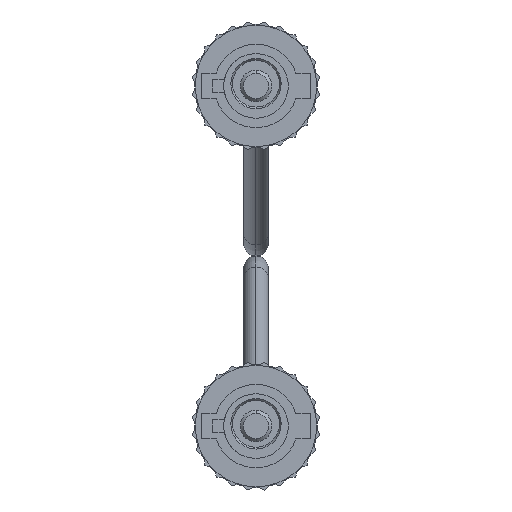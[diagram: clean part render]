
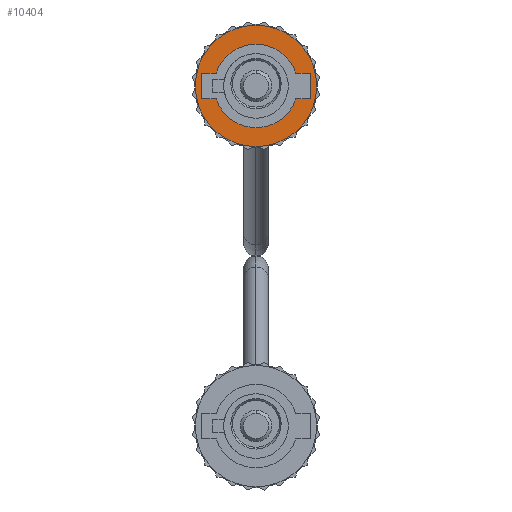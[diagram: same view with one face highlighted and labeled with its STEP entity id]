
A CAD part, left-side view. The second image highlights one B-rep face of the part: STEP entity #10404.
In plain terms, the highlighted face is planar.
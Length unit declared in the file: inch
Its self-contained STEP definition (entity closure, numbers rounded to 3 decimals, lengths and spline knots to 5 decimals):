
#144 = EDGE_CURVE ( 'NONE', #7720, #8618, #6276, .T. ) ;
#146 = CIRCLE ( 'NONE', #8872, 0.1925 ) ;
#366 = LINE ( 'NONE', #12100, #1132 ) ;
#485 = ORIENTED_EDGE ( 'NONE', *, *, #8469, .T. ) ;
#550 = CARTESIAN_POINT ( 'NONE',  ( 0.1725, 0.45, 0.041 ) ) ;
#555 = VERTEX_POINT ( 'NONE', #3130 ) ;
#602 = DIRECTION ( 'NONE',  ( 0., 0., 1. ) ) ;
#807 = VECTOR ( 'NONE', #6115, 39.37008 ) ;
#1132 = VECTOR ( 'NONE', #602, 39.37008 ) ;
#1189 = VERTEX_POINT ( 'NONE', #11009 ) ;
#1455 = VECTOR ( 'NONE', #11064, 39.37008 ) ;
#1525 = ORIENTED_EDGE ( 'NONE', *, *, #2170, .F. ) ;
#1570 = DIRECTION ( 'NONE',  ( 0., 0., 1. ) ) ;
#1913 = ORIENTED_EDGE ( 'NONE', *, *, #3340, .F. ) ;
#2170 = EDGE_CURVE ( 'NONE', #8698, #5563, #2529, .T. ) ;
#2442 = DIRECTION ( 'NONE',  ( 0., 0., 1. ) ) ;
#2529 = LINE ( 'NONE', #12248, #7084 ) ;
#2547 = EDGE_CURVE ( 'NONE', #4731, #555, #12288, .T. ) ;
#2575 = DIRECTION ( 'NONE',  ( -1., 0., 0. ) ) ;
#2682 = ORIENTED_EDGE ( 'NONE', *, *, #7528, .F. ) ;
#2683 = EDGE_LOOP ( 'NONE', ( #4145, #485 ) ) ;
#2833 = CARTESIAN_POINT ( 'NONE',  ( 0.1725, 0.45, -0.041 ) ) ;
#3130 = CARTESIAN_POINT ( 'NONE',  ( -0.1725, 0.45, -0.041 ) ) ;
#3143 = DIRECTION ( 'NONE',  ( 0., 1., 0. ) ) ;
#3323 = LINE ( 'NONE', #7201, #1455 ) ;
#3340 = EDGE_CURVE ( 'NONE', #7780, #7713, #6157, .T. ) ;
#3411 = VECTOR ( 'NONE', #2575, 39.37008 ) ;
#3558 = DIRECTION ( 'NONE',  ( 1., 0., 0. ) ) ;
#3616 = EDGE_CURVE ( 'NONE', #5563, #7780, #8379, .T. ) ;
#3644 = DIRECTION ( 'NONE',  ( 0., 1., 0. ) ) ;
#3833 = VERTEX_POINT ( 'NONE', #550 ) ;
#4145 = ORIENTED_EDGE ( 'NONE', *, *, #5937, .T. ) ;
#4436 = EDGE_CURVE ( 'NONE', #7713, #3833, #10912, .T. ) ;
#4468 = ORIENTED_EDGE ( 'NONE', *, *, #144, .F. ) ;
#4585 = AXIS2_PLACEMENT_3D ( 'NONE', #9140, #10274, #1570 ) ;
#4731 = VERTEX_POINT ( 'NONE', #7665 ) ;
#5192 = CARTESIAN_POINT ( 'NONE',  ( 0., 0.45, 0.1325 ) ) ;
#5337 = VECTOR ( 'NONE', #9418, 39.37008 ) ;
#5365 = AXIS2_PLACEMENT_3D ( 'NONE', #12344, #3644, #7509 ) ;
#5563 = VERTEX_POINT ( 'NONE', #6228 ) ;
#5758 = EDGE_LOOP ( 'NONE', ( #7928, #9108, #1913, #6713, #1525, #7985, #11391, #2682, #4468 ) ) ;
#5831 = EDGE_CURVE ( 'NONE', #3833, #7720, #3323, .T. ) ;
#5937 = EDGE_CURVE ( 'NONE', #1189, #12337, #11849, .T. ) ;
#6022 = CIRCLE ( 'NONE', #4585, 0.1325 ) ;
#6046 = CARTESIAN_POINT ( 'NONE',  ( 0.1725, 0.45, 0.041 ) ) ;
#6115 = DIRECTION ( 'NONE',  ( 1., 0., 0. ) ) ;
#6153 = CARTESIAN_POINT ( 'NONE',  ( 0., 0.45, 0.1925 ) ) ;
#6157 = CIRCLE ( 'NONE', #10400, 0.1325 ) ;
#6165 = AXIS2_PLACEMENT_3D ( 'NONE', #7927, #11807, #8823 ) ;
#6219 = DIRECTION ( 'NONE',  ( 0., 1., 0. ) ) ;
#6228 = CARTESIAN_POINT ( 'NONE',  ( -0.126, 0.45, 0.041 ) ) ;
#6276 = LINE ( 'NONE', #6523, #3411 ) ;
#6321 = CARTESIAN_POINT ( 'NONE',  ( 0.126, 0.45, -0.041 ) ) ;
#6523 = CARTESIAN_POINT ( 'NONE',  ( 0.1725, 0.45, -0.041 ) ) ;
#6543 = DIRECTION ( 'NONE',  ( 0., 0., 1. ) ) ;
#6713 = ORIENTED_EDGE ( 'NONE', *, *, #3616, .F. ) ;
#6717 = CARTESIAN_POINT ( 'NONE',  ( 0.126, 0.45, 0.041 ) ) ;
#7084 = VECTOR ( 'NONE', #3558, 39.37008 ) ;
#7201 = CARTESIAN_POINT ( 'NONE',  ( 0.1725, 0.45, -0.041 ) ) ;
#7486 = CARTESIAN_POINT ( 'NONE',  ( 0., 0.45, 0. ) ) ;
#7509 = DIRECTION ( 'NONE',  ( 0., 0., 1. ) ) ;
#7528 = EDGE_CURVE ( 'NONE', #8618, #4731, #6022, .T. ) ;
#7665 = CARTESIAN_POINT ( 'NONE',  ( -0.126, 0.45, -0.041 ) ) ;
#7713 = VERTEX_POINT ( 'NONE', #6717 ) ;
#7720 = VERTEX_POINT ( 'NONE', #2833 ) ;
#7780 = VERTEX_POINT ( 'NONE', #5192 ) ;
#7812 = AXIS2_PLACEMENT_3D ( 'NONE', #12045, #6219, #2442 ) ;
#7927 = CARTESIAN_POINT ( 'NONE',  ( 0., 0.45, 0. ) ) ;
#7928 = ORIENTED_EDGE ( 'NONE', *, *, #5831, .F. ) ;
#7985 = ORIENTED_EDGE ( 'NONE', *, *, #10699, .F. ) ;
#8111 = FACE_BOUND ( 'NONE', #5758, .T. ) ;
#8238 = PLANE ( 'NONE',  #7812 ) ;
#8379 = CIRCLE ( 'NONE', #6165, 0.1325 ) ;
#8469 = EDGE_CURVE ( 'NONE', #12337, #1189, #146, .T. ) ;
#8618 = VERTEX_POINT ( 'NONE', #6321 ) ;
#8698 = VERTEX_POINT ( 'NONE', #12218 ) ;
#8823 = DIRECTION ( 'NONE',  ( 0., 0., 1. ) ) ;
#8872 = AXIS2_PLACEMENT_3D ( 'NONE', #9805, #3143, #11006 ) ;
#9108 = ORIENTED_EDGE ( 'NONE', *, *, #4436, .F. ) ;
#9140 = CARTESIAN_POINT ( 'NONE',  ( 0., 0.45, 0. ) ) ;
#9418 = DIRECTION ( 'NONE',  ( -1., 0., 0. ) ) ;
#9805 = CARTESIAN_POINT ( 'NONE',  ( 0., 0.45, 0. ) ) ;
#10274 = DIRECTION ( 'NONE',  ( 0., 1., 0. ) ) ;
#10400 = AXIS2_PLACEMENT_3D ( 'NONE', #7486, #11411, #6543 ) ;
#10404 = ADVANCED_FACE ( 'NONE', ( #8111, #12107 ), #8238, .T. ) ;
#10699 = EDGE_CURVE ( 'NONE', #555, #8698, #366, .T. ) ;
#10912 = LINE ( 'NONE', #6046, #807 ) ;
#11006 = DIRECTION ( 'NONE',  ( 0., 0., 1. ) ) ;
#11009 = CARTESIAN_POINT ( 'NONE',  ( 0., 0.45, -0.1925 ) ) ;
#11064 = DIRECTION ( 'NONE',  ( 0., 0., -1. ) ) ;
#11391 = ORIENTED_EDGE ( 'NONE', *, *, #2547, .F. ) ;
#11411 = DIRECTION ( 'NONE',  ( 0., 1., 0. ) ) ;
#11807 = DIRECTION ( 'NONE',  ( 0., 1., 0. ) ) ;
#11849 = CIRCLE ( 'NONE', #5365, 0.1925 ) ;
#12045 = CARTESIAN_POINT ( 'NONE',  ( 0., 0.45, 0. ) ) ;
#12100 = CARTESIAN_POINT ( 'NONE',  ( -0.1725, 0.45, -0.041 ) ) ;
#12107 = FACE_OUTER_BOUND ( 'NONE', #2683, .T. ) ;
#12218 = CARTESIAN_POINT ( 'NONE',  ( -0.1725, 0.45, 0.041 ) ) ;
#12248 = CARTESIAN_POINT ( 'NONE',  ( -0.126, 0.45, 0.041 ) ) ;
#12288 = LINE ( 'NONE', #12354, #5337 ) ;
#12337 = VERTEX_POINT ( 'NONE', #6153 ) ;
#12344 = CARTESIAN_POINT ( 'NONE',  ( 0., 0.45, 0. ) ) ;
#12354 = CARTESIAN_POINT ( 'NONE',  ( -0.126, 0.45, -0.041 ) ) ;
